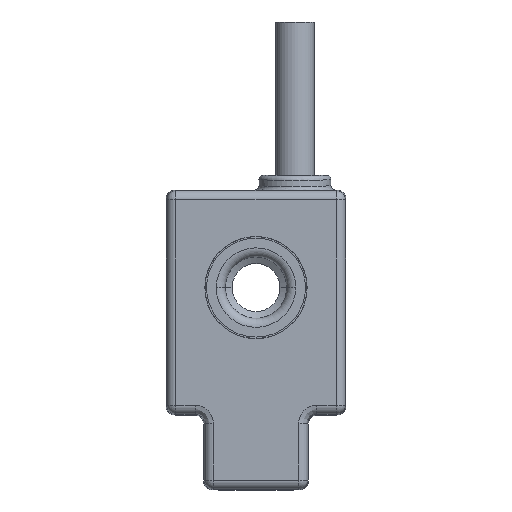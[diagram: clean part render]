
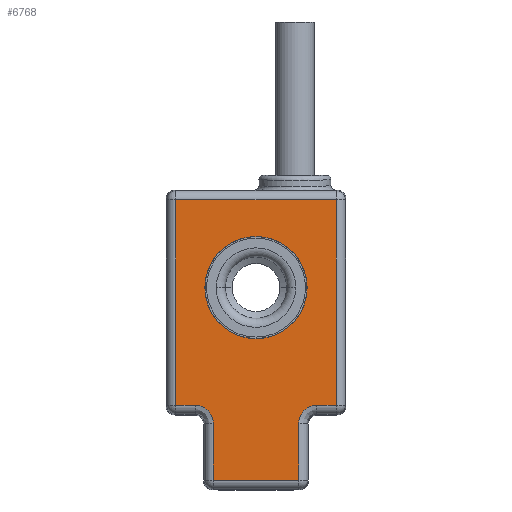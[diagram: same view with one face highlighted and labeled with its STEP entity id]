
A CAD part, front view. The second image highlights one B-rep face of the part: STEP entity #6768.
In plain terms, the highlighted planar face has unit normal (0, -1, 0).
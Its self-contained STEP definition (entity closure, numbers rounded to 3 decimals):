
#1866=DIRECTION('',(-1.,0.,0.));
#1867=VECTOR('',#1866,10.699);
#1868=CARTESIAN_POINT('',(5.349,-3.5,5.849));
#1869=LINE('',#1868,#1867);
#1885=DIRECTION('',(0.,0.,1.));
#1886=VECTOR('',#1885,13.699);
#1887=CARTESIAN_POINT('',(5.349,-3.5,-7.849));
#1888=LINE('',#1887,#1886);
#1893=CARTESIAN_POINT('',(4.049,-3.5,
-7.849));
#1894=CARTESIAN_POINT('',(3.957,-3.5,
-7.849));
#1895=CARTESIAN_POINT('',(3.779,-3.5,
-7.87));
#1896=CARTESIAN_POINT('',(3.523,-3.5,
-7.96));
#1897=CARTESIAN_POINT('',(3.294,-3.5,
-8.104));
#1898=CARTESIAN_POINT('',(3.104,-3.5,
-8.294));
#1899=CARTESIAN_POINT('',(2.96,-3.5,
-8.523));
#1900=CARTESIAN_POINT('',(2.87,-3.5,
-8.779));
#1901=CARTESIAN_POINT('',(2.849,-3.5,
-8.957));
#1902=CARTESIAN_POINT('',(2.849,-3.5,
-9.049));
#1904=CARTESIAN_POINT('',(-2.849,-3.5,
-9.049));
#1905=CARTESIAN_POINT('',(-2.849,-3.5,
-8.957));
#1906=CARTESIAN_POINT('',(-2.87,-3.5,
-8.779));
#1907=CARTESIAN_POINT('',(-2.96,-3.5,
-8.523));
#1908=CARTESIAN_POINT('',(-3.104,-3.5,
-8.294));
#1909=CARTESIAN_POINT('',(-3.294,-3.5,
-8.104));
#1910=CARTESIAN_POINT('',(-3.523,-3.5,
-7.96));
#1911=CARTESIAN_POINT('',(-3.779,-3.5,
-7.87));
#1912=CARTESIAN_POINT('',(-3.957,-3.5,
-7.849));
#1913=CARTESIAN_POINT('',(-4.049,-3.5,
-7.849));
#1915=CARTESIAN_POINT('',(0.,-3.5,0.));
#1916=DIRECTION('',(0.,-1.,0.));
#1917=DIRECTION('',(0.,0.,-1.));
#1918=AXIS2_PLACEMENT_3D('',#1915,#1916,#1917);
#1920=CARTESIAN_POINT('',(0.,-3.5,0.));
#1921=DIRECTION('',(0.,-1.,0.));
#1922=DIRECTION('',(0.,0.,1.));
#1923=AXIS2_PLACEMENT_3D('',#1920,#1921,#1922);
#1925=DIRECTION('',(1.,0.,0.));
#1926=VECTOR('',#1925,1.3);
#1927=CARTESIAN_POINT('',(4.049,-3.5,
-7.849));
#1928=LINE('',#1927,#1926);
#1958=DIRECTION('',(0.,0.,1.));
#1959=VECTOR('',#1958,3.8);
#1960=CARTESIAN_POINT('',(2.849,-3.5,-12.849));
#1961=LINE('',#1960,#1959);
#1981=DIRECTION('',(1.,0.,0.));
#1982=VECTOR('',#1981,5.699);
#1983=CARTESIAN_POINT('',(-2.849,-3.5,-12.849));
#1984=LINE('',#1983,#1982);
#2008=DIRECTION('',(0.,0.,-1.));
#2009=VECTOR('',#2008,3.8);
#2010=CARTESIAN_POINT('',(-2.849,-3.5,
-9.049));
#2011=LINE('',#2010,#2009);
#2026=DIRECTION('',(1.,0.,0.));
#2027=VECTOR('',#2026,1.3);
#2028=CARTESIAN_POINT('',(-5.349,-3.5,-7.849));
#2029=LINE('',#2028,#2027);
#2049=DIRECTION('',(0.,0.,-1.));
#2050=VECTOR('',#2049,13.699);
#2051=CARTESIAN_POINT('',(-5.349,-3.5,5.849));
#2052=LINE('',#2051,#2050);
#3366=CARTESIAN_POINT('',(0.,-3.5,-3.409));
#3367=CARTESIAN_POINT('',(0.,-3.5,3.409));
#3368=VERTEX_POINT('',#3366);
#3369=VERTEX_POINT('',#3367);
#3370=CARTESIAN_POINT('',(5.349,-3.5,5.849));
#3371=CARTESIAN_POINT('',(-5.349,-3.5,5.849));
#3372=VERTEX_POINT('',#3370);
#3373=VERTEX_POINT('',#3371);
#3374=CARTESIAN_POINT('',(5.349,-3.5,-7.849));
#3375=VERTEX_POINT('',#3374);
#3376=CARTESIAN_POINT('',(4.049,-3.5,
-7.849));
#3377=VERTEX_POINT('',#3376);
#3378=VERTEX_POINT('',#1902);
#3379=CARTESIAN_POINT('',(2.849,-3.5,-12.849));
#3380=VERTEX_POINT('',#3379);
#3381=CARTESIAN_POINT('',(-2.849,-3.5,-12.849));
#3382=VERTEX_POINT('',#3381);
#3383=CARTESIAN_POINT('',(-2.849,-3.5,
-9.049));
#3384=VERTEX_POINT('',#3383);
#3385=VERTEX_POINT('',#1913);
#3386=CARTESIAN_POINT('',(-5.349,-3.5,-7.849));
#3387=VERTEX_POINT('',#3386);
#6737=CARTESIAN_POINT('',(0.,-3.5,0.));
#6738=DIRECTION('',(0.,1.,0.));
#6739=DIRECTION('',(1.,0.,0.));
#6740=AXIS2_PLACEMENT_3D('',#6737,#6738,#6739);
#6741=PLANE('',#6740);
#6742=ORIENTED_EDGE('',*,*,#6684,.F.);
#6743=ORIENTED_EDGE('',*,*,#6721,.F.);
#6745=ORIENTED_EDGE('',*,*,#6744,.F.);
#6747=ORIENTED_EDGE('',*,*,#6746,.T.);
#6749=ORIENTED_EDGE('',*,*,#6748,.F.);
#6751=ORIENTED_EDGE('',*,*,#6750,.F.);
#6753=ORIENTED_EDGE('',*,*,#6752,.F.);
#6755=ORIENTED_EDGE('',*,*,#6754,.T.);
#6757=ORIENTED_EDGE('',*,*,#6756,.F.);
#6759=ORIENTED_EDGE('',*,*,#6758,.F.);
#6760=EDGE_LOOP('',(#6742,#6743,#6745,#6747,#6749,#6751,#6753,#6755,#6757,
#6759));
#6761=FACE_OUTER_BOUND('',#6760,.F.);
#6763=ORIENTED_EDGE('',*,*,#6762,.T.);
#6765=ORIENTED_EDGE('',*,*,#6764,.T.);
#6766=EDGE_LOOP('',(#6763,#6765));
#6767=FACE_BOUND('',#6766,.F.);
#6768=ADVANCED_FACE('',(#6761,#6767),#6741,.F.);
#1903=B_SPLINE_CURVE_WITH_KNOTS('',3,(#1893,#1894,#1895,#1896,#1897,#1898,#1899,
#1900,#1901,#1902),.UNSPECIFIED.,.F.,.F.,(4,1,1,1,1,1,1,4),(0.,
0.143,0.286,0.429,0.571,
0.714,0.857,1.),.UNSPECIFIED.);
#1914=B_SPLINE_CURVE_WITH_KNOTS('',3,(#1904,#1905,#1906,#1907,#1908,#1909,#1910,
#1911,#1912,#1913),.UNSPECIFIED.,.F.,.F.,(4,1,1,1,1,1,1,4),(0.,
0.143,0.286,0.429,0.571,
0.714,0.857,1.),.UNSPECIFIED.);
#1919=CIRCLE('',#1918,3.409);
#1924=CIRCLE('',#1923,3.409);
#6684=EDGE_CURVE('',#3372,#3373,#1869,.T.);
#6721=EDGE_CURVE('',#3375,#3372,#1888,.T.);
#6744=EDGE_CURVE('',#3377,#3375,#1928,.T.);
#6746=EDGE_CURVE('',#3377,#3378,#1903,.T.);
#6748=EDGE_CURVE('',#3380,#3378,#1961,.T.);
#6750=EDGE_CURVE('',#3382,#3380,#1984,.T.);
#6752=EDGE_CURVE('',#3384,#3382,#2011,.T.);
#6754=EDGE_CURVE('',#3384,#3385,#1914,.T.);
#6756=EDGE_CURVE('',#3387,#3385,#2029,.T.);
#6758=EDGE_CURVE('',#3373,#3387,#2052,.T.);
#6762=EDGE_CURVE('',#3368,#3369,#1919,.T.);
#6764=EDGE_CURVE('',#3369,#3368,#1924,.T.);
